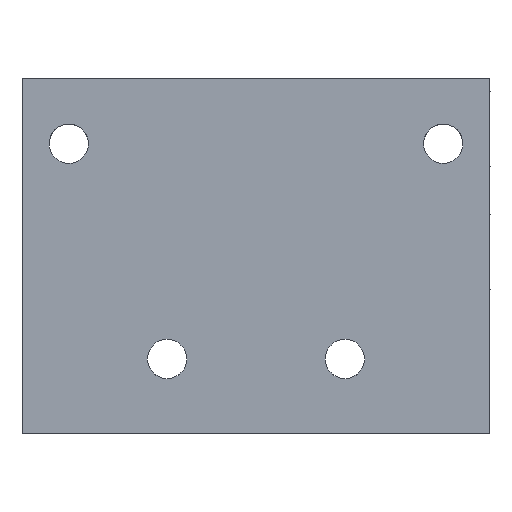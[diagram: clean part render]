
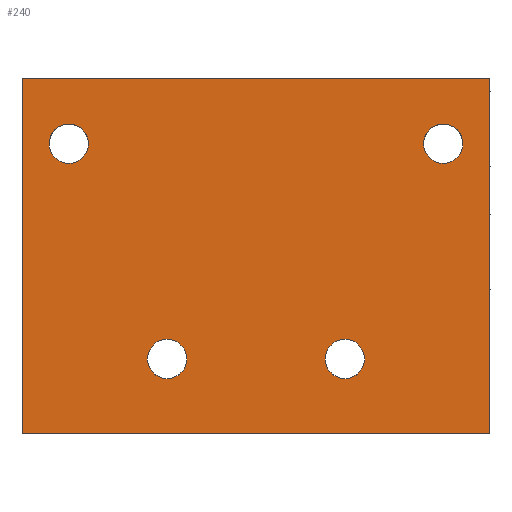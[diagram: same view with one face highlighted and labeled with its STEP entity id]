
A CAD part, front view. The second image highlights one B-rep face of the part: STEP entity #240.
In plain terms, the highlighted planar face has unit normal (0, -1, 0).
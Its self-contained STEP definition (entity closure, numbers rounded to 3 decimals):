
#55=AXIS2_PLACEMENT_3D('Circle Axis2P3D',#53,#54,$) ;
#127=AXIS2_PLACEMENT_3D('Circle Axis2P3D',#125,#126,$) ;
#146=AXIS2_PLACEMENT_3D('Plane Axis2P3D',#143,#144,#145) ;
#184=AXIS2_PLACEMENT_3D('Circle Axis2P3D',#182,#183,$) ;
#193=AXIS2_PLACEMENT_3D('Circle Axis2P3D',#191,#192,$) ;
#202=AXIS2_PLACEMENT_3D('Circle Axis2P3D',#200,#201,$) ;
#211=AXIS2_PLACEMENT_3D('Circle Axis2P3D',#209,#210,$) ;
#224=AXIS2_PLACEMENT_3D('Circle Axis2P3D',#222,#223,$) ;
#233=AXIS2_PLACEMENT_3D('Circle Axis2P3D',#231,#232,$) ;
#50=CARTESIAN_POINT('Vertex',(83.979,-231.429,905.493)) ;
#53=CARTESIAN_POINT('Axis2P3D Location',(86.079,-231.429,905.493)) ;
#57=CARTESIAN_POINT('Vertex',(88.179,-231.429,905.493)) ;
#125=CARTESIAN_POINT('Axis2P3D Location',(86.079,-231.429,905.493)) ;
#143=CARTESIAN_POINT('Axis2P3D Location',(91.079,-231.428,874.493)) ;
#148=CARTESIAN_POINT('Line Origine',(91.079,-231.429,893.493)) ;
#152=CARTESIAN_POINT('Vertex',(91.079,-231.428,874.493)) ;
#154=CARTESIAN_POINT('Vertex',(91.079,-231.429,912.493)) ;
#157=CARTESIAN_POINT('Line Origine',(66.079,-231.429,912.493)) ;
#161=CARTESIAN_POINT('Vertex',(41.079,-231.429,912.493)) ;
#164=CARTESIAN_POINT('Line Origine',(41.079,-231.429,893.493)) ;
#168=CARTESIAN_POINT('Vertex',(41.079,-231.428,874.493)) ;
#171=CARTESIAN_POINT('Line Origine',(66.079,-231.428,874.493)) ;
#182=CARTESIAN_POINT('Axis2P3D Location',(56.579,-231.429,882.493)) ;
#186=CARTESIAN_POINT('Vertex',(54.479,-231.429,882.493)) ;
#188=CARTESIAN_POINT('Vertex',(58.679,-231.429,882.493)) ;
#191=CARTESIAN_POINT('Axis2P3D Location',(56.579,-231.429,882.493)) ;
#200=CARTESIAN_POINT('Axis2P3D Location',(75.579,-231.429,882.493)) ;
#204=CARTESIAN_POINT('Vertex',(77.679,-231.429,882.493)) ;
#206=CARTESIAN_POINT('Vertex',(73.479,-231.429,882.493)) ;
#209=CARTESIAN_POINT('Axis2P3D Location',(75.579,-231.429,882.493)) ;
#222=CARTESIAN_POINT('Axis2P3D Location',(46.079,-231.429,905.493)) ;
#226=CARTESIAN_POINT('Vertex',(43.979,-231.429,905.493)) ;
#228=CARTESIAN_POINT('Vertex',(48.179,-231.429,905.493)) ;
#231=CARTESIAN_POINT('Axis2P3D Location',(46.079,-231.429,905.493)) ;
#54=DIRECTION('Axis2P3D Direction',(0.,-1.,0.)) ;
#126=DIRECTION('Axis2P3D Direction',(0.,-1.,0.)) ;
#144=DIRECTION('Axis2P3D Direction',(0.,1.,0.)) ;
#145=DIRECTION('Axis2P3D XDirection',(-1.,0.,0.)) ;
#149=DIRECTION('Vector Direction',(0.,0.,1.)) ;
#158=DIRECTION('Vector Direction',(-1.,0.,0.)) ;
#165=DIRECTION('Vector Direction',(0.,0.,1.)) ;
#172=DIRECTION('Vector Direction',(-1.,0.,0.)) ;
#183=DIRECTION('Axis2P3D Direction',(0.,1.,0.)) ;
#192=DIRECTION('Axis2P3D Direction',(0.,1.,0.)) ;
#201=DIRECTION('Axis2P3D Direction',(0.,1.,0.)) ;
#210=DIRECTION('Axis2P3D Direction',(0.,1.,0.)) ;
#223=DIRECTION('Axis2P3D Direction',(0.,1.,0.)) ;
#232=DIRECTION('Axis2P3D Direction',(0.,1.,0.)) ;
#150=VECTOR('Line Direction',#149,1.) ;
#159=VECTOR('Line Direction',#158,1.) ;
#166=VECTOR('Line Direction',#165,1.) ;
#173=VECTOR('Line Direction',#172,1.) ;
#177=ORIENTED_EDGE('',*,*,#156,.T.) ;
#178=ORIENTED_EDGE('',*,*,#163,.F.) ;
#179=ORIENTED_EDGE('',*,*,#170,.F.) ;
#180=ORIENTED_EDGE('',*,*,#175,.T.) ;
#197=ORIENTED_EDGE('',*,*,#190,.F.) ;
#198=ORIENTED_EDGE('',*,*,#195,.F.) ;
#215=ORIENTED_EDGE('',*,*,#208,.F.) ;
#216=ORIENTED_EDGE('',*,*,#213,.F.) ;
#219=ORIENTED_EDGE('',*,*,#59,.F.) ;
#220=ORIENTED_EDGE('',*,*,#129,.F.) ;
#237=ORIENTED_EDGE('',*,*,#230,.F.) ;
#238=ORIENTED_EDGE('',*,*,#235,.F.) ;
#199=FACE_BOUND('',#196,.T.) ;
#217=FACE_BOUND('',#214,.T.) ;
#221=FACE_BOUND('',#218,.T.) ;
#239=FACE_BOUND('',#236,.T.) ;
#240=ADVANCED_FACE('PartBody',(#181,#199,#217,#221,#239),#147,.F.) ;
#56=CIRCLE('generated circle',#55,2.1) ;
#128=CIRCLE('generated circle',#127,2.1) ;
#185=CIRCLE('generated circle',#184,2.1) ;
#194=CIRCLE('generated circle',#193,2.1) ;
#203=CIRCLE('generated circle',#202,2.1) ;
#212=CIRCLE('generated circle',#211,2.1) ;
#225=CIRCLE('generated circle',#224,2.1) ;
#234=CIRCLE('generated circle',#233,2.1) ;
#59=EDGE_CURVE('',#51,#58,#56,.T.) ;
#129=EDGE_CURVE('',#58,#51,#128,.T.) ;
#156=EDGE_CURVE('',#153,#155,#151,.T.) ;
#163=EDGE_CURVE('',#162,#155,#160,.F.) ;
#170=EDGE_CURVE('',#169,#162,#167,.T.) ;
#175=EDGE_CURVE('',#169,#153,#174,.F.) ;
#190=EDGE_CURVE('',#187,#189,#185,.F.) ;
#195=EDGE_CURVE('',#189,#187,#194,.F.) ;
#208=EDGE_CURVE('',#205,#207,#203,.F.) ;
#213=EDGE_CURVE('',#207,#205,#212,.F.) ;
#230=EDGE_CURVE('',#227,#229,#225,.F.) ;
#235=EDGE_CURVE('',#229,#227,#234,.F.) ;
#176=EDGE_LOOP('',(#177,#178,#179,#180)) ;
#196=EDGE_LOOP('',(#197,#198)) ;
#214=EDGE_LOOP('',(#215,#216)) ;
#218=EDGE_LOOP('',(#219,#220)) ;
#236=EDGE_LOOP('',(#237,#238)) ;
#181=FACE_OUTER_BOUND('',#176,.T.) ;
#151=LINE('Line',#148,#150) ;
#160=LINE('Line',#157,#159) ;
#167=LINE('Line',#164,#166) ;
#174=LINE('Line',#171,#173) ;
#147=PLANE('',#146) ;
#51=VERTEX_POINT('',#50) ;
#58=VERTEX_POINT('',#57) ;
#153=VERTEX_POINT('',#152) ;
#155=VERTEX_POINT('',#154) ;
#162=VERTEX_POINT('',#161) ;
#169=VERTEX_POINT('',#168) ;
#187=VERTEX_POINT('',#186) ;
#189=VERTEX_POINT('',#188) ;
#205=VERTEX_POINT('',#204) ;
#207=VERTEX_POINT('',#206) ;
#227=VERTEX_POINT('',#226) ;
#229=VERTEX_POINT('',#228) ;
